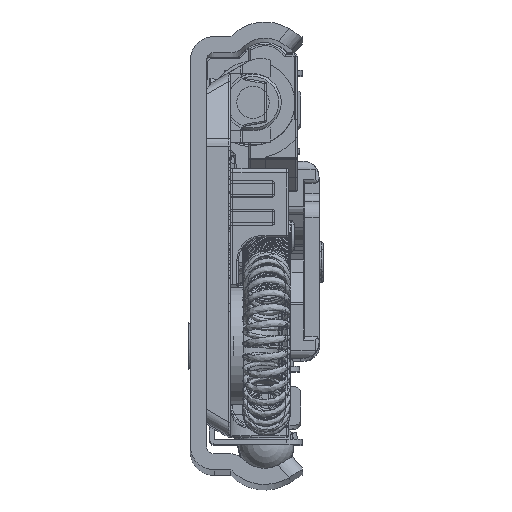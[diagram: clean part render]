
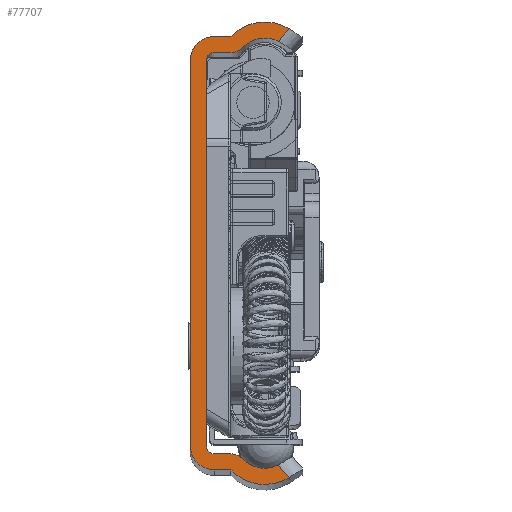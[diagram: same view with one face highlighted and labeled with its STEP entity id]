
A CAD part, top view. The second image highlights one B-rep face of the part: STEP entity #77707.
In plain terms, the highlighted planar face has unit normal (0, 0, 1).
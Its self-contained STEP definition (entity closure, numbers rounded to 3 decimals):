
#8875=FACE_OUTER_BOUND('',#13192,.T.);
#13192=EDGE_LOOP('',(#53495,#53496,#53497,#53498,#53499,#53500,#53501,#53502,
#53503,#53504,#53505,#53506,#53507,#53508,#53509,#53510,#53511,#53512));
#17807=CIRCLE('',#82328,5.8);
#17808=CIRCLE('',#82338,5.8);
#17809=CIRCLE('',#82342,3.8);
#17810=CIRCLE('',#82343,2.);
#17811=CIRCLE('',#82344,1.);
#17812=CIRCLE('',#82345,1.);
#17813=CIRCLE('',#82346,2.);
#17814=CIRCLE('',#82347,3.8);
#17815=CIRCLE('',#82348,3.);
#17816=CIRCLE('',#82349,3.);
#20939=LINE('',#112759,#27136);
#20969=LINE('',#112852,#27166);
#21015=LINE('',#113037,#27212);
#21016=LINE('',#113044,#27213);
#21017=LINE('',#113049,#27214);
#21018=LINE('',#113054,#27215);
#21019=LINE('',#113056,#27216);
#21020=LINE('',#113060,#27217);
#27136=VECTOR('',#90108,10.);
#27166=VECTOR('',#90196,10.);
#27212=VECTOR('',#90358,10.);
#27213=VECTOR('',#90365,10.);
#27214=VECTOR('',#90370,10.);
#27215=VECTOR('',#90375,10.);
#27216=VECTOR('',#90376,10.);
#27217=VECTOR('',#90381,10.);
#33511=VERTEX_POINT('',#112757);
#33512=VERTEX_POINT('',#112758);
#33545=VERTEX_POINT('',#112850);
#33546=VERTEX_POINT('',#112851);
#33585=VERTEX_POINT('',#112980);
#33586=VERTEX_POINT('',#112985);
#33595=VERTEX_POINT('',#113019);
#33596=VERTEX_POINT('',#113021);
#33599=VERTEX_POINT('',#113032);
#33600=VERTEX_POINT('',#113039);
#33601=VERTEX_POINT('',#113041);
#33602=VERTEX_POINT('',#113043);
#33603=VERTEX_POINT('',#113046);
#33604=VERTEX_POINT('',#113048);
#33605=VERTEX_POINT('',#113050);
#33606=VERTEX_POINT('',#113052);
#33607=VERTEX_POINT('',#113055);
#33608=VERTEX_POINT('',#113058);
#41181=EDGE_CURVE('',#33511,#33512,#20939,.T.);
#41228=EDGE_CURVE('',#33545,#33546,#20969,.T.);
#41291=EDGE_CURVE('',#33585,#33586,#17807,.T.);
#41306=EDGE_CURVE('',#33595,#33596,#17808,.T.);
#41311=EDGE_CURVE('',#33599,#33585,#21015,.T.);
#41312=EDGE_CURVE('',#33600,#33599,#17809,.T.);
#41313=EDGE_CURVE('',#33601,#33600,#17810,.T.);
#41314=EDGE_CURVE('',#33602,#33601,#21016,.T.);
#41315=EDGE_CURVE('',#33546,#33602,#17811,.T.);
#41316=EDGE_CURVE('',#33603,#33545,#17812,.T.);
#41317=EDGE_CURVE('',#33604,#33603,#21017,.T.);
#41318=EDGE_CURVE('',#33605,#33604,#17813,.T.);
#41319=EDGE_CURVE('',#33606,#33605,#17814,.T.);
#41320=EDGE_CURVE('',#33596,#33606,#21018,.T.);
#41321=EDGE_CURVE('',#33607,#33595,#21019,.T.);
#41322=EDGE_CURVE('',#33512,#33607,#17815,.T.);
#41323=EDGE_CURVE('',#33608,#33511,#17816,.T.);
#41324=EDGE_CURVE('',#33586,#33608,#21020,.T.);
#53495=ORIENTED_EDGE('',*,*,#41311,.F.);
#53496=ORIENTED_EDGE('',*,*,#41312,.F.);
#53497=ORIENTED_EDGE('',*,*,#41313,.F.);
#53498=ORIENTED_EDGE('',*,*,#41314,.F.);
#53499=ORIENTED_EDGE('',*,*,#41315,.F.);
#53500=ORIENTED_EDGE('',*,*,#41228,.F.);
#53501=ORIENTED_EDGE('',*,*,#41316,.F.);
#53502=ORIENTED_EDGE('',*,*,#41317,.F.);
#53503=ORIENTED_EDGE('',*,*,#41318,.F.);
#53504=ORIENTED_EDGE('',*,*,#41319,.F.);
#53505=ORIENTED_EDGE('',*,*,#41320,.F.);
#53506=ORIENTED_EDGE('',*,*,#41306,.F.);
#53507=ORIENTED_EDGE('',*,*,#41321,.F.);
#53508=ORIENTED_EDGE('',*,*,#41322,.F.);
#53509=ORIENTED_EDGE('',*,*,#41181,.F.);
#53510=ORIENTED_EDGE('',*,*,#41323,.F.);
#53511=ORIENTED_EDGE('',*,*,#41324,.F.);
#53512=ORIENTED_EDGE('',*,*,#41291,.F.);
#75723=PLANE('',#82341);
#77707=ADVANCED_FACE('',(#8875),#75723,.T.);
#82328=AXIS2_PLACEMENT_3D('',#112986,#90323,#90324);
#82338=AXIS2_PLACEMENT_3D('',#113022,#90351,#90352);
#82341=AXIS2_PLACEMENT_3D('',#113038,#90359,#90360);
#82342=AXIS2_PLACEMENT_3D('',#113040,#90361,#90362);
#82343=AXIS2_PLACEMENT_3D('',#113042,#90363,#90364);
#82344=AXIS2_PLACEMENT_3D('',#113045,#90366,#90367);
#82345=AXIS2_PLACEMENT_3D('',#113047,#90368,#90369);
#82346=AXIS2_PLACEMENT_3D('',#113051,#90371,#90372);
#82347=AXIS2_PLACEMENT_3D('',#113053,#90373,#90374);
#82348=AXIS2_PLACEMENT_3D('',#113057,#90377,#90378);
#82349=AXIS2_PLACEMENT_3D('',#113059,#90379,#90380);
#90108=DIRECTION('',(0.,1.,0.));
#90196=DIRECTION('',(0.,-1.,0.));
#90323=DIRECTION('center_axis',(0.,0.,-1.));
#90324=DIRECTION('ref_axis',(0.724,0.69,0.));
#90351=DIRECTION('center_axis',(0.,0.,-1.));
#90352=DIRECTION('ref_axis',(-0.525,-0.851,0.));
#90358=DIRECTION('',(0.653,-0.757,0.));
#90359=DIRECTION('center_axis',(0.,0.,1.));
#90360=DIRECTION('ref_axis',(1.,0.,0.));
#90361=DIRECTION('center_axis',(0.,0.,1.));
#90362=DIRECTION('ref_axis',(-0.724,-0.69,0.));
#90363=DIRECTION('center_axis',(0.,0.,-1.));
#90364=DIRECTION('ref_axis',(-0.724,-0.69,0.));
#90365=DIRECTION('',(1.,0.,0.));
#90366=DIRECTION('center_axis',(0.,0.,1.));
#90367=DIRECTION('ref_axis',(-1.,0.,0.));
#90368=DIRECTION('center_axis',(0.,0.,1.));
#90369=DIRECTION('ref_axis',(0.,1.,0.));
#90370=DIRECTION('',(-1.,0.,0.));
#90371=DIRECTION('center_axis',(0.,0.,-1.));
#90372=DIRECTION('ref_axis',(0.,1.,0.));
#90373=DIRECTION('center_axis',(0.,0.,1.));
#90374=DIRECTION('ref_axis',(0.525,0.851,0.));
#90375=DIRECTION('',(-0.653,-0.757,0.));
#90376=DIRECTION('',(1.,0.,0.));
#90377=DIRECTION('center_axis',(0.,0.,-1.));
#90378=DIRECTION('ref_axis',(0.,-1.,0.));
#90379=DIRECTION('center_axis',(0.,0.,-1.));
#90380=DIRECTION('ref_axis',(1.,0.,0.));
#90381=DIRECTION('',(-1.,0.,0.));
#112757=CARTESIAN_POINT('',(-9.25,-23.9,200.));
#112758=CARTESIAN_POINT('',(-9.25,23.9,200.));
#112759=CARTESIAN_POINT('',(-9.25,-23.9,200.));
#112850=CARTESIAN_POINT('',(-7.25,23.9,200.));
#112851=CARTESIAN_POINT('',(-7.25,-23.9,200.));
#112852=CARTESIAN_POINT('',(-7.25,23.9,200.));
#112980=CARTESIAN_POINT('',(3.027,-27.848,200.));
#112985=CARTESIAN_POINT('',(-4.2,-26.9,200.));
#112986=CARTESIAN_POINT('Origin',(0.,-22.9,
200.));
#113019=CARTESIAN_POINT('',(-4.2,26.9,200.));
#113021=CARTESIAN_POINT('',(3.027,27.848,200.));
#113022=CARTESIAN_POINT('Origin',(0.,22.9,
200.));
#113032=CARTESIAN_POINT('',(1.693,-26.302,200.));
#113037=CARTESIAN_POINT('',(-6.304,-17.031,200.));
#113038=CARTESIAN_POINT('Origin',(-5.819,0.,
200.));
#113039=CARTESIAN_POINT('',(-2.752,-25.521,200.));
#113040=CARTESIAN_POINT('Origin',(0.,-22.9,
200.));
#113041=CARTESIAN_POINT('',(-4.2,-24.9,200.));
#113042=CARTESIAN_POINT('Origin',(-4.2,-26.9,200.));
#113043=CARTESIAN_POINT('',(-6.25,-24.9,200.));
#113044=CARTESIAN_POINT('',(-6.25,-24.9,200.));
#113045=CARTESIAN_POINT('Origin',(-6.25,-23.9,200.));
#113046=CARTESIAN_POINT('',(-6.25,24.9,200.));
#113047=CARTESIAN_POINT('Origin',(-6.25,23.9,200.));
#113048=CARTESIAN_POINT('',(-4.2,24.9,200.));
#113049=CARTESIAN_POINT('',(-4.2,24.9,200.));
#113050=CARTESIAN_POINT('',(-2.752,25.521,200.));
#113051=CARTESIAN_POINT('Origin',(-4.2,26.9,200.));
#113052=CARTESIAN_POINT('',(1.693,26.302,200.));
#113053=CARTESIAN_POINT('Origin',(0.,22.9,
200.));
#113054=CARTESIAN_POINT('',(-5.642,17.798,200.));
#113055=CARTESIAN_POINT('',(-6.25,26.9,200.));
#113056=CARTESIAN_POINT('',(-6.25,26.9,200.));
#113057=CARTESIAN_POINT('Origin',(-6.25,23.9,200.));
#113058=CARTESIAN_POINT('',(-6.25,-26.9,200.));
#113059=CARTESIAN_POINT('Origin',(-6.25,-23.9,200.));
#113060=CARTESIAN_POINT('',(-4.2,-26.9,200.));
